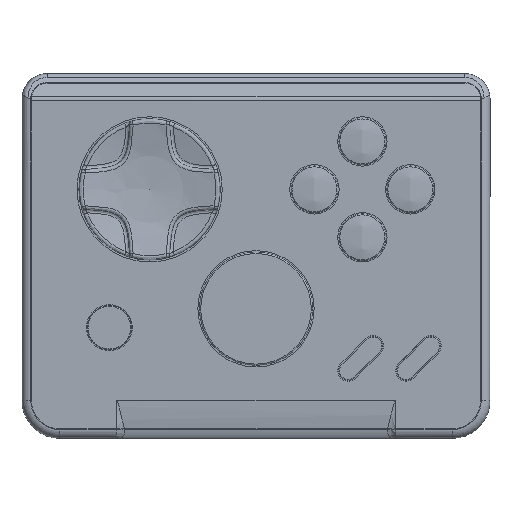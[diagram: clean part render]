
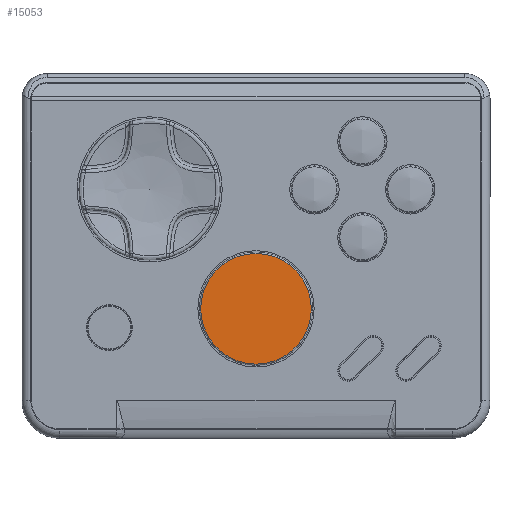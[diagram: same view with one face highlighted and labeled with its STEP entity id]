
A CAD part, front view. The second image highlights one B-rep face of the part: STEP entity #15053.
In plain terms, the highlighted planar face has unit normal (0, -1, 0).
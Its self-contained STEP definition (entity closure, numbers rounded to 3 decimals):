
#924=PLANE('',#16550);
#3618=FACE_OUTER_BOUND('',#4654,.T.);
#4654=EDGE_LOOP('',(#11690));
#5913=CIRCLE('',#16546,8.8);
#7307=VERTEX_POINT('',#34548);
#8928=EDGE_CURVE('',#7307,#7307,#5913,.T.);
#11690=ORIENTED_EDGE('',*,*,#8928,.F.);
#15053=ADVANCED_FACE('',(#3618),#924,.T.);
#16546=AXIS2_PLACEMENT_3D('',#34550,#19489,#19490);
#16550=AXIS2_PLACEMENT_3D('',#34556,#19498,#19499);
#19489=DIRECTION('center_axis',(0.,1.,0.));
#19490=DIRECTION('ref_axis',(1.,0.,0.));
#19498=DIRECTION('center_axis',(0.,-1.,0.));
#19499=DIRECTION('ref_axis',(1.,0.,0.));
#34548=CARTESIAN_POINT('',(0.,-4.739,-18.739));
#34550=CARTESIAN_POINT('Origin',(0.,-4.739,
-9.939));
#34556=CARTESIAN_POINT('Origin',(0.,-4.739,
-9.939));
